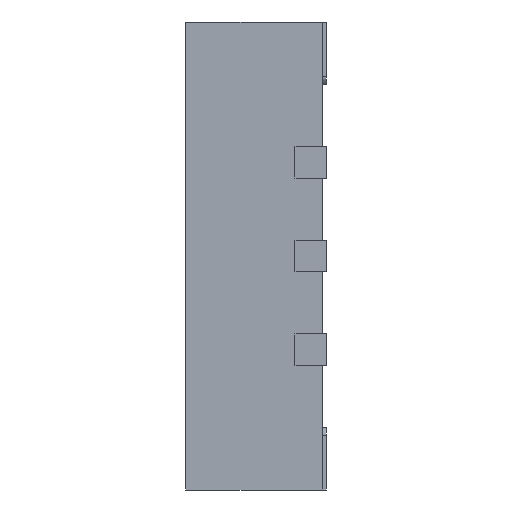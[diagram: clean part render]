
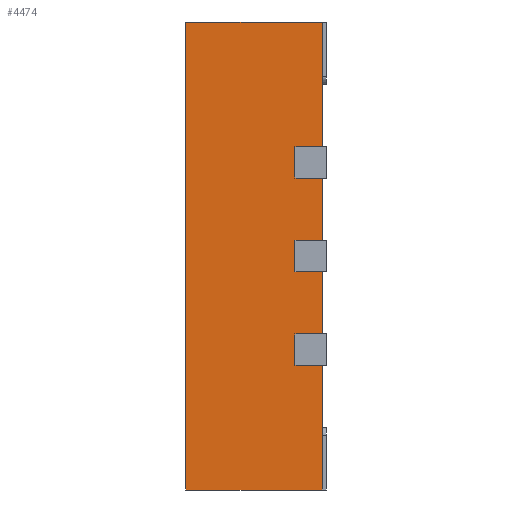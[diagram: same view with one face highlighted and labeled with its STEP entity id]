
A CAD part, left-side view. The second image highlights one B-rep face of the part: STEP entity #4474.
In plain terms, the highlighted planar face has unit normal (-1, 0, 0).
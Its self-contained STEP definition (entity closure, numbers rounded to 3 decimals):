
#62 = DIRECTION ( 'NONE',  ( 0., 0., -1. ) ) ;
#214 = DIRECTION ( 'NONE',  ( 0., 0., 1. ) ) ;
#376 = LINE ( 'NONE', #3168, #5747 ) ;
#407 = DIRECTION ( 'NONE',  ( 0., -1., 0. ) ) ;
#543 = CARTESIAN_POINT ( 'NONE',  ( -1.5, 0.875, -1.5 ) ) ;
#551 = EDGE_CURVE ( 'NONE', #7515, #3126, #376, .T. ) ;
#584 = CARTESIAN_POINT ( 'NONE',  ( -1.5, 0.175, 0.5 ) ) ;
#662 = VERTEX_POINT ( 'NONE', #6753 ) ;
#715 = CARTESIAN_POINT ( 'NONE',  ( -1.5, 0., -0.7 ) ) ;
#765 = LINE ( 'NONE', #1589, #3793 ) ;
#901 = ORIENTED_EDGE ( 'NONE', *, *, #7817, .F. ) ;
#902 = EDGE_CURVE ( 'NONE', #3094, #4100, #6253, .T. ) ;
#918 = CARTESIAN_POINT ( 'NONE',  ( -1.5, 0., 1.5 ) ) ;
#949 = ORIENTED_EDGE ( 'NONE', *, *, #1618, .F. ) ;
#983 = CARTESIAN_POINT ( 'NONE',  ( -1.5, 0.875, 1.5 ) ) ;
#1039 = AXIS2_PLACEMENT_3D ( 'NONE', #983, #6897, #2336 ) ;
#1133 = VECTOR ( 'NONE', #3544, 1000. ) ;
#1259 = CARTESIAN_POINT ( 'NONE',  ( -1.5, 0.875, 1.5 ) ) ;
#1260 = LINE ( 'NONE', #1259, #3426 ) ;
#1416 = DIRECTION ( 'NONE',  ( 0., -1., 0. ) ) ;
#1459 = DIRECTION ( 'NONE',  ( 0., 0., 1. ) ) ;
#1477 = DIRECTION ( 'NONE',  ( 0., -1., 0. ) ) ;
#1514 = VERTEX_POINT ( 'NONE', #5116 ) ;
#1589 = CARTESIAN_POINT ( 'NONE',  ( -1.5, 0.175, -0.7 ) ) ;
#1618 = EDGE_CURVE ( 'NONE', #3094, #1514, #3591, .T. ) ;
#1711 = VERTEX_POINT ( 'NONE', #7368 ) ;
#1775 = DIRECTION ( 'NONE',  ( 0., 0., 1. ) ) ;
#1855 = LINE ( 'NONE', #2876, #5350 ) ;
#1889 = EDGE_CURVE ( 'NONE', #8420, #1711, #765, .T. ) ;
#1951 = LINE ( 'NONE', #3939, #7006 ) ;
#1975 = CARTESIAN_POINT ( 'NONE',  ( -1.5, 0.175, -0.1 ) ) ;
#2021 = VECTOR ( 'NONE', #2622, 1000. ) ;
#2100 = ORIENTED_EDGE ( 'NONE', *, *, #7939, .T. ) ;
#2158 = LINE ( 'NONE', #4627, #7994 ) ;
#2288 = LINE ( 'NONE', #2398, #6000 ) ;
#2336 = DIRECTION ( 'NONE',  ( 0., 0., -1. ) ) ;
#2356 = EDGE_LOOP ( 'NONE', ( #901, #4413, #6589, #5840, #949, #5136, #2100, #3161, #7958, #8065, #7610, #7182, #2925, #3749, #6728, #7781 ) ) ;
#2367 = LINE ( 'NONE', #1975, #3208 ) ;
#2389 = LINE ( 'NONE', #3667, #4744 ) ;
#2398 = CARTESIAN_POINT ( 'NONE',  ( -1.5, 0.875, 1.5 ) ) ;
#2461 = LINE ( 'NONE', #8300, #5240 ) ;
#2608 = CARTESIAN_POINT ( 'NONE',  ( -1.5, 0.175, -0.7 ) ) ;
#2622 = DIRECTION ( 'NONE',  ( 0., 0., -1. ) ) ;
#2876 = CARTESIAN_POINT ( 'NONE',  ( -1.5, 0.175, -0.1 ) ) ;
#2925 = ORIENTED_EDGE ( 'NONE', *, *, #1889, .F. ) ;
#2982 = VERTEX_POINT ( 'NONE', #6548 ) ;
#3068 = DIRECTION ( 'NONE',  ( 0., -1., 0. ) ) ;
#3094 = VERTEX_POINT ( 'NONE', #7272 ) ;
#3113 = CARTESIAN_POINT ( 'NONE',  ( -1.5, 0.175, 0.7 ) ) ;
#3126 = VERTEX_POINT ( 'NONE', #715 ) ;
#3161 = ORIENTED_EDGE ( 'NONE', *, *, #6272, .F. ) ;
#3168 = CARTESIAN_POINT ( 'NONE',  ( -1.5, 0., 1.5 ) ) ;
#3208 = VECTOR ( 'NONE', #62, 1000. ) ;
#3418 = FACE_OUTER_BOUND ( 'NONE', #2356, .T. ) ;
#3426 = VECTOR ( 'NONE', #7227, 1000. ) ;
#3544 = DIRECTION ( 'NONE',  ( 0., 0., 1. ) ) ;
#3550 = DIRECTION ( 'NONE',  ( 0., -1., 0. ) ) ;
#3591 = LINE ( 'NONE', #584, #2021 ) ;
#3667 = CARTESIAN_POINT ( 'NONE',  ( -1.5, 0.175, -0.5 ) ) ;
#3670 = EDGE_CURVE ( 'NONE', #5813, #662, #1260, .T. ) ;
#3749 = ORIENTED_EDGE ( 'NONE', *, *, #6128, .T. ) ;
#3793 = VECTOR ( 'NONE', #4212, 1000. ) ;
#3925 = VERTEX_POINT ( 'NONE', #4018 ) ;
#3939 = CARTESIAN_POINT ( 'NONE',  ( -1.5, 0.175, 0.5 ) ) ;
#4018 = CARTESIAN_POINT ( 'NONE',  ( -1.5, 0., 0.1 ) ) ;
#4100 = VERTEX_POINT ( 'NONE', #6633 ) ;
#4206 = VECTOR ( 'NONE', #7618, 1000. ) ;
#4212 = DIRECTION ( 'NONE',  ( 0., 0., -1. ) ) ;
#4233 = EDGE_CURVE ( 'NONE', #3925, #4718, #6100, .T. ) ;
#4377 = CARTESIAN_POINT ( 'NONE',  ( -1.5, 0.875, -1.5 ) ) ;
#4413 = ORIENTED_EDGE ( 'NONE', *, *, #8441, .T. ) ;
#4474 = ADVANCED_FACE ( 'NONE', ( #3418 ), #5574, .F. ) ;
#4627 = CARTESIAN_POINT ( 'NONE',  ( -1.5, 0.175, 0.1 ) ) ;
#4714 = CARTESIAN_POINT ( 'NONE',  ( -1.5, 0.175, -0.5 ) ) ;
#4718 = VERTEX_POINT ( 'NONE', #7752 ) ;
#4732 = LINE ( 'NONE', #8066, #1133 ) ;
#4744 = VECTOR ( 'NONE', #8152, 1000. ) ;
#5116 = CARTESIAN_POINT ( 'NONE',  ( -1.5, 0.175, 0.5 ) ) ;
#5136 = ORIENTED_EDGE ( 'NONE', *, *, #902, .T. ) ;
#5205 = CARTESIAN_POINT ( 'NONE',  ( -1.5, 0.175, -0.1 ) ) ;
#5240 = VECTOR ( 'NONE', #1775, 1000. ) ;
#5280 = CARTESIAN_POINT ( 'NONE',  ( -1.5, 0., -0.1 ) ) ;
#5350 = VECTOR ( 'NONE', #3550, 1000. ) ;
#5574 = PLANE ( 'NONE',  #1039 ) ;
#5622 = EDGE_CURVE ( 'NONE', #2982, #7049, #2461, .T. ) ;
#5669 = CARTESIAN_POINT ( 'NONE',  ( -1.5, 0., -1.5 ) ) ;
#5735 = VERTEX_POINT ( 'NONE', #5896 ) ;
#5747 = VECTOR ( 'NONE', #214, 1000. ) ;
#5813 = VERTEX_POINT ( 'NONE', #543 ) ;
#5840 = ORIENTED_EDGE ( 'NONE', *, *, #8269, .F. ) ;
#5868 = EDGE_CURVE ( 'NONE', #1711, #3126, #8085, .T. ) ;
#5896 = CARTESIAN_POINT ( 'NONE',  ( -1.5, 0.175, 0.1 ) ) ;
#6000 = VECTOR ( 'NONE', #3068, 1000. ) ;
#6061 = VERTEX_POINT ( 'NONE', #918 ) ;
#6100 = LINE ( 'NONE', #6779, #8440 ) ;
#6128 = EDGE_CURVE ( 'NONE', #8420, #2982, #2389, .T. ) ;
#6253 = LINE ( 'NONE', #3113, #4206 ) ;
#6272 = EDGE_CURVE ( 'NONE', #662, #6061, #2288, .T. ) ;
#6352 = VERTEX_POINT ( 'NONE', #5205 ) ;
#6548 = CARTESIAN_POINT ( 'NONE',  ( -1.5, 0., -0.5 ) ) ;
#6589 = ORIENTED_EDGE ( 'NONE', *, *, #4233, .T. ) ;
#6633 = CARTESIAN_POINT ( 'NONE',  ( -1.5, 0., 0.7 ) ) ;
#6728 = ORIENTED_EDGE ( 'NONE', *, *, #5622, .T. ) ;
#6753 = CARTESIAN_POINT ( 'NONE',  ( -1.5, 0.875, 1.5 ) ) ;
#6779 = CARTESIAN_POINT ( 'NONE',  ( -1.5, 0., 1.5 ) ) ;
#6897 = DIRECTION ( 'NONE',  ( 1., 0., 0. ) ) ;
#7006 = VECTOR ( 'NONE', #7219, 1000. ) ;
#7049 = VERTEX_POINT ( 'NONE', #5280 ) ;
#7182 = ORIENTED_EDGE ( 'NONE', *, *, #5868, .F. ) ;
#7219 = DIRECTION ( 'NONE',  ( 0., -1., 0. ) ) ;
#7227 = DIRECTION ( 'NONE',  ( 0., 0., 1. ) ) ;
#7230 = EDGE_CURVE ( 'NONE', #6352, #7049, #1855, .T. ) ;
#7272 = CARTESIAN_POINT ( 'NONE',  ( -1.5, 0.175, 0.7 ) ) ;
#7368 = CARTESIAN_POINT ( 'NONE',  ( -1.5, 0.175, -0.7 ) ) ;
#7403 = VECTOR ( 'NONE', #407, 1000. ) ;
#7515 = VERTEX_POINT ( 'NONE', #5669 ) ;
#7604 = EDGE_CURVE ( 'NONE', #5813, #7515, #7800, .T. ) ;
#7610 = ORIENTED_EDGE ( 'NONE', *, *, #551, .T. ) ;
#7618 = DIRECTION ( 'NONE',  ( 0., -1., 0. ) ) ;
#7752 = CARTESIAN_POINT ( 'NONE',  ( -1.5, 0., 0.5 ) ) ;
#7781 = ORIENTED_EDGE ( 'NONE', *, *, #7230, .F. ) ;
#7800 = LINE ( 'NONE', #4377, #7403 ) ;
#7817 = EDGE_CURVE ( 'NONE', #5735, #6352, #2367, .T. ) ;
#7939 = EDGE_CURVE ( 'NONE', #4100, #6061, #4732, .T. ) ;
#7958 = ORIENTED_EDGE ( 'NONE', *, *, #3670, .F. ) ;
#7994 = VECTOR ( 'NONE', #1477, 1000. ) ;
#8065 = ORIENTED_EDGE ( 'NONE', *, *, #7604, .T. ) ;
#8066 = CARTESIAN_POINT ( 'NONE',  ( -1.5, 0., 1.5 ) ) ;
#8085 = LINE ( 'NONE', #2608, #8291 ) ;
#8152 = DIRECTION ( 'NONE',  ( 0., -1., 0. ) ) ;
#8269 = EDGE_CURVE ( 'NONE', #1514, #4718, #1951, .T. ) ;
#8291 = VECTOR ( 'NONE', #1416, 1000. ) ;
#8300 = CARTESIAN_POINT ( 'NONE',  ( -1.5, 0., 1.5 ) ) ;
#8420 = VERTEX_POINT ( 'NONE', #4714 ) ;
#8440 = VECTOR ( 'NONE', #1459, 1000. ) ;
#8441 = EDGE_CURVE ( 'NONE', #5735, #3925, #2158, .T. ) ;
